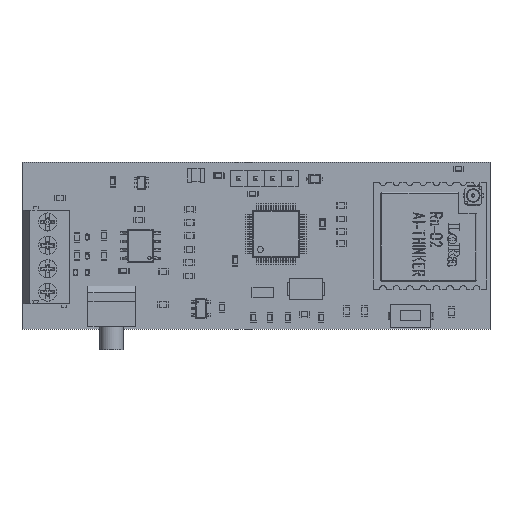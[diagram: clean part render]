
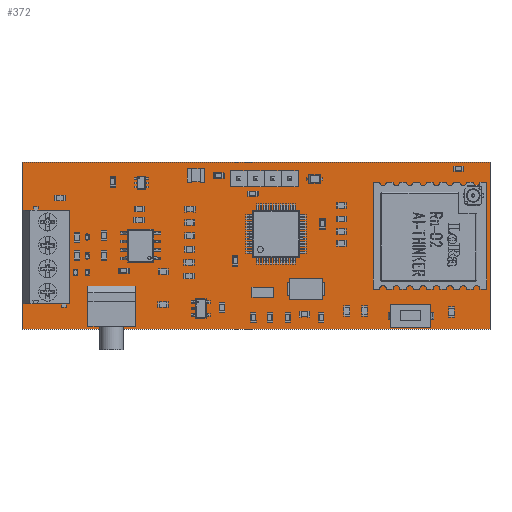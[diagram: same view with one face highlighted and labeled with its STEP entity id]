
A CAD part, top view. The second image highlights one B-rep face of the part: STEP entity #372.
In plain terms, the highlighted planar face has unit normal (0, 0, 1).
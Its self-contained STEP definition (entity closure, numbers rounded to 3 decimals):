
#243 = VERTEX_POINT('',#244);
#244 = CARTESIAN_POINT('',(0.,0.,0.));
#250 = EDGE_CURVE('',#243,#251,#253,.T.);
#251 = VERTEX_POINT('',#252);
#252 = CARTESIAN_POINT('',(0.,25.,0.));
#253 = LINE('',#254,#255);
#254 = CARTESIAN_POINT('',(0.,0.,0.));
#255 = VECTOR('',#256,1.);
#256 = DIRECTION('',(0.,1.,0.));
#281 = EDGE_CURVE('',#251,#282,#284,.T.);
#282 = VERTEX_POINT('',#283);
#283 = CARTESIAN_POINT('',(70.,25.,0.));
#284 = LINE('',#285,#286);
#285 = CARTESIAN_POINT('',(0.,25.,0.));
#286 = VECTOR('',#287,1.);
#287 = DIRECTION('',(1.,0.,0.));
#312 = EDGE_CURVE('',#282,#313,#315,.T.);
#313 = VERTEX_POINT('',#314);
#314 = CARTESIAN_POINT('',(70.,0.,0.));
#315 = LINE('',#316,#317);
#316 = CARTESIAN_POINT('',(70.,25.,0.));
#317 = VECTOR('',#318,1.);
#318 = DIRECTION('',(0.,-1.,0.));
#343 = EDGE_CURVE('',#313,#243,#344,.T.);
#344 = LINE('',#345,#346);
#345 = CARTESIAN_POINT('',(70.,0.,0.));
#346 = VECTOR('',#347,1.);
#347 = DIRECTION('',(-1.,0.,0.));
#372 = ADVANCED_FACE('',(#373),#379,.T.);
#373 = FACE_BOUND('',#374,.F.);
#374 = EDGE_LOOP('',(#375,#376,#377,#378));
#375 = ORIENTED_EDGE('',*,*,#250,.T.);
#376 = ORIENTED_EDGE('',*,*,#281,.T.);
#377 = ORIENTED_EDGE('',*,*,#312,.T.);
#378 = ORIENTED_EDGE('',*,*,#343,.T.);
#379 = PLANE('',#380);
#380 = AXIS2_PLACEMENT_3D('',#381,#382,#383);
#381 = CARTESIAN_POINT('',(0.,0.,0.));
#382 = DIRECTION('',(0.,0.,1.));
#383 = DIRECTION('',(1.,0.,0.));
